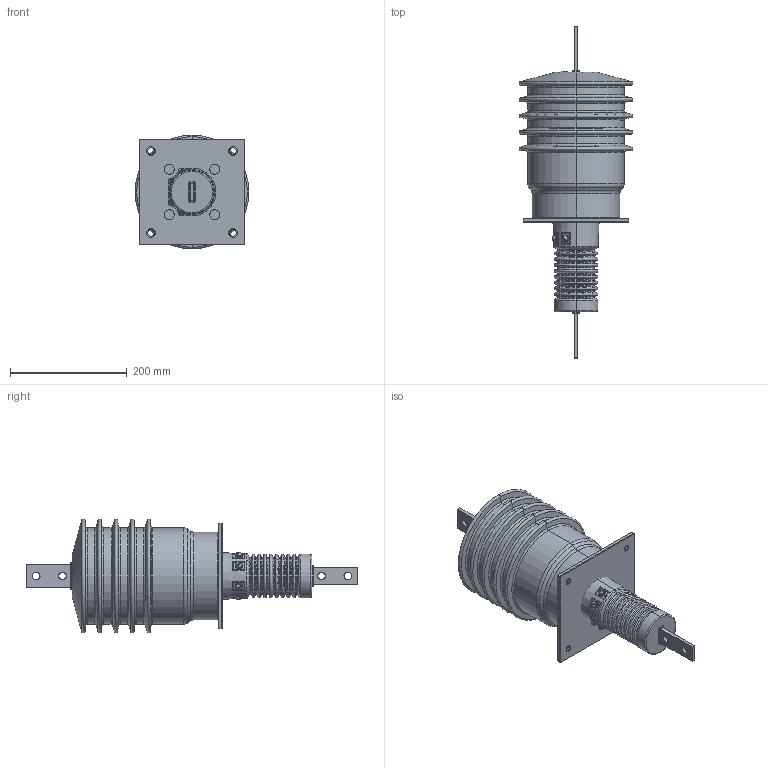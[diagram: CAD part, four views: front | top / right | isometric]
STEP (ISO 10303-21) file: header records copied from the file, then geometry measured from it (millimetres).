
FILE_DESCRIPTION (( 'STEP AP214' ), '1' );
FILE_NAME ('ﾒﾏﾎﾋ-10 III (ﾒﾏﾋ-15 I)-6.2-2.STEP', '2022-08-04T05:40:43', ( '' ), ( '' ), 'SwSTEP 2.0', 'SolidWorks 2010', '' );
FILE_SCHEMA (( 'AUTOMOTIVE_DESIGN' ));
Length unit declared in the file: millimetre
Products named in the file (1): ﾒﾏﾎﾋ-10 III (ﾒﾏﾋ-15 I)-6.2-2
Bounding box: 194.98 x 568 x 194.98 mm (x, y, z)
Volume: 6278272.4 mm3; surface area: 447890.9 mm2
Topology: 23 solids, 23 shells, 644 faces, 1433 edges, 862 vertices
Faces by surface type: cylinder 179, plane 165, torus 120, cone 112, bspline 60, sphere 8
Entity records: 26132 total; most frequent: CARTESIAN_POINT 4451, DIRECTION 3189, ORIENTED_EDGE 2866, EDGE_CURVE 1433, AXIS2_PLACEMENT_3D 1348, VERTEX_POINT 862, CIRCLE 763, EDGE_LOOP 727
